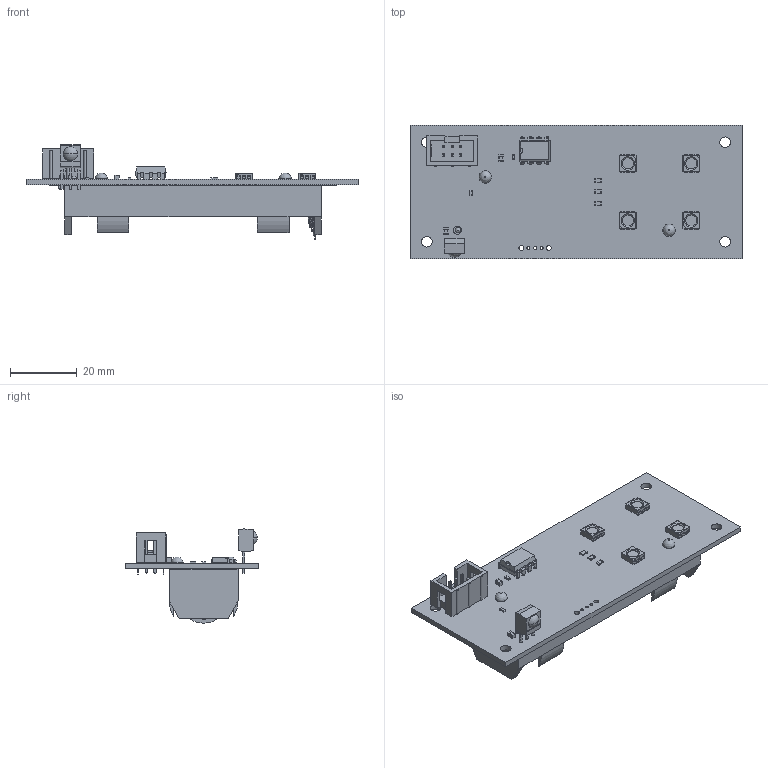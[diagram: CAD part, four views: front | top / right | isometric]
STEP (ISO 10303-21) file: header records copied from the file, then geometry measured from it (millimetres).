
FILE_DESCRIPTION(('KiCad electronic assembly'),'2;1');
FILE_NAME('Notifier.step','2020-11-26T20:01:51',('An Author'),( 'A Company'),'Open CASCADE STEP processor 6.9', 'KiCad to STEP converter','Unknown');
FILE_SCHEMA(('AUTOMOTIVE_DESIGN { 1 0 10303 214 1 1 1 1 }'));
Length unit declared in the file: millimetre
Products named in the file (18): Open CASCADE STEP translator 6.9 1; C_0805_2012Metric; SOLID; BatteryHolder_Keystone_1042_1x18650; COMPOUND; Vishay_MOLD-3Pin; LED_WS2812_PLCC6_5.0x5.0mm_P1.6mm; DIP-8_W7.62mm; R_0805_2012Metric; R_0603_1608Metric; IDC-Header_2x03_P2.54mm_Vertical
Assembly tree (24 placements, depth 3):
  Open CASCADE STEP translator 6.9 1
    C_0805_2012Metric  x2
      SOLID
    BatteryHolder_Keystone_1042_1x18650
      COMPOUND
    Vishay_MOLD-3Pin
      SOLID
    LED_WS2812_PLCC6_5.0x5.0mm_P1.6mm  x4
      SOLID
    DIP-8_W7.62mm
      SOLID
    R_0805_2012Metric  x3
      SOLID
    R_0603_1608Metric  x2
      SOLID
    IDC-Header_2x03_P2.54mm_Vertical
      SOLID
    COMPOUND
Bounding box: 99.69 x 40.01 x 28.34 mm (x, y, z)
Volume: 13489.3 mm3; surface area: 17904.5 mm2
Topology: 24 solids, 24 shells, 1056 faces, 2881 edges, 1871 vertices
Faces by surface type: plane 763, cylinder 264, bspline 20, cone 4, revolution 3, sphere 2
Full cylindrical faces by diameter (mm): 0.02 x1, 0.8 x8, 0.9 x6, 1 x12, 1.5 x2, 1.57 x1, 2.39 x1, 2.4 x1, 3.2 x4, 3.333 x4, 3.45 x2, 3.68 x2, 4.8 x2, 7.2 x2, 9.6 x2, 12 x1
Entity records: 49581 total; most frequent: CARTESIAN_POINT 9364, DIRECTION 6655, LINE 4589, VECTOR 4589, ORIENTED_EDGE 3500, PCURVE 3500, DEFINITIONAL_REPRESENTATION 3500, EDGE_CURVE 1750
